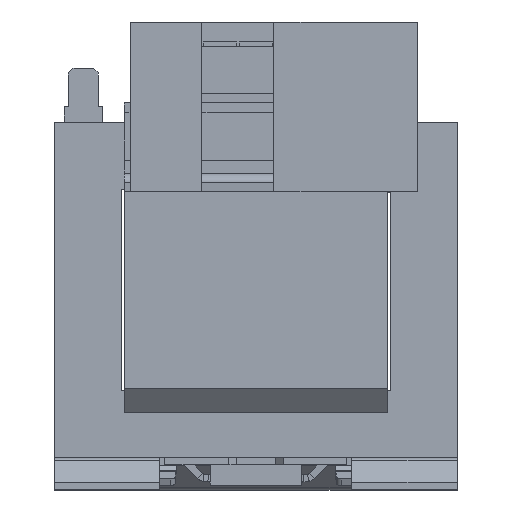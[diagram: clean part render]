
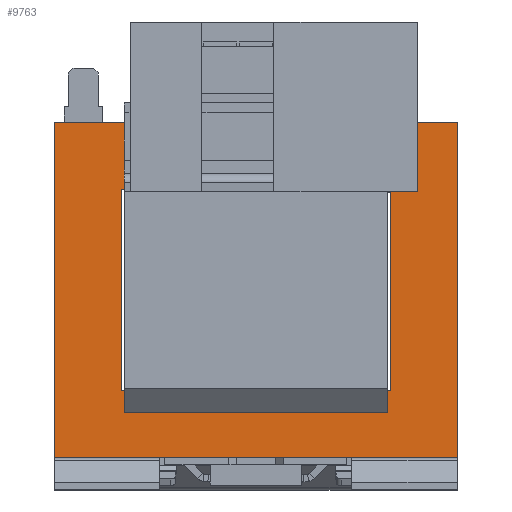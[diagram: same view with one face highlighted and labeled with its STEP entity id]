
A CAD part, top view. The second image highlights one B-rep face of the part: STEP entity #9763.
In plain terms, the highlighted planar face has unit normal (0, 0, 1).
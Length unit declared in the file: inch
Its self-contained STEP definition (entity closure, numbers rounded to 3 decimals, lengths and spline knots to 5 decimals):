
#79 = VECTOR ( 'NONE', #7545, 39.37008 ) ;
#153 = ORIENTED_EDGE ( 'NONE', *, *, #6392, .T. ) ;
#218 = DIRECTION ( 'NONE',  ( -1., 0., 0. ) ) ;
#294 = CARTESIAN_POINT ( 'NONE',  ( 0., -1.37795, 0.58071 ) ) ;
#654 = CARTESIAN_POINT ( 'NONE',  ( 0., 1.37799, 0.58071 ) ) ;
#753 = CARTESIAN_POINT ( 'NONE',  ( 1.10236, 0.82677, 0.58071 ) ) ;
#950 = VERTEX_POINT ( 'NONE', #9704 ) ;
#969 = CARTESIAN_POINT ( 'NONE',  ( -1.10236, -0.82677, 0.58071 ) ) ;
#1078 = CARTESIAN_POINT ( 'NONE',  ( 0.55118, 0.80906, 0.58071 ) ) ;
#1451 = DIRECTION ( 'NONE',  ( -1., 0., 0. ) ) ;
#1753 = VERTEX_POINT ( 'NONE', #14137 ) ;
#1775 = DIRECTION ( 'NONE',  ( -1., 0., 0. ) ) ;
#1948 = LINE ( 'NONE', #10951, #10632 ) ;
#2166 = ORIENTED_EDGE ( 'NONE', *, *, #12780, .T. ) ;
#2287 = ORIENTED_EDGE ( 'NONE', *, *, #17123, .F. ) ;
#3352 = ORIENTED_EDGE ( 'NONE', *, *, #14064, .T. ) ;
#3437 = EDGE_CURVE ( 'NONE', #5851, #16732, #1948, .T. ) ;
#3531 = VECTOR ( 'NONE', #6530, 39.37008 ) ;
#3534 = VECTOR ( 'NONE', #5161, 39.37008 ) ;
#3620 = LINE ( 'NONE', #11338, #13352 ) ;
#3638 = DIRECTION ( 'NONE',  ( 0., -1., 0. ) ) ;
#3943 = ORIENTED_EDGE ( 'NONE', *, *, #7020, .T. ) ;
#4293 = LINE ( 'NONE', #13108, #15517 ) ;
#4338 = CARTESIAN_POINT ( 'NONE',  ( -0.55118, 0., 0.58071 ) ) ;
#4550 = VERTEX_POINT ( 'NONE', #15457 ) ;
#4613 = ORIENTED_EDGE ( 'NONE', *, *, #11997, .T. ) ;
#4711 = CARTESIAN_POINT ( 'NONE',  ( -1.10236, 0., 0.58071 ) ) ;
#4754 = VERTEX_POINT ( 'NONE', #18955 ) ;
#4809 = CARTESIAN_POINT ( 'NONE',  ( 0., -0.82677, 0.58071 ) ) ;
#4862 = FACE_BOUND ( 'NONE', #6524, .T. ) ;
#5161 = DIRECTION ( 'NONE',  ( 1., 0., 0. ) ) ;
#5335 = VERTEX_POINT ( 'NONE', #6071 ) ;
#5428 = EDGE_CURVE ( 'NONE', #5851, #950, #12235, .T. ) ;
#5439 = ORIENTED_EDGE ( 'NONE', *, *, #5579, .T. ) ;
#5456 = VECTOR ( 'NONE', #13783, 39.37008 ) ;
#5505 = DIRECTION ( 'NONE',  ( 0., 1., 0. ) ) ;
#5579 = EDGE_CURVE ( 'NONE', #8357, #17040, #18478, .T. ) ;
#5658 = VERTEX_POINT ( 'NONE', #1078 ) ;
#5704 = ORIENTED_EDGE ( 'NONE', *, *, #8848, .T. ) ;
#5851 = VERTEX_POINT ( 'NONE', #15052 ) ;
#5858 = LINE ( 'NONE', #17690, #15028 ) ;
#5944 = ORIENTED_EDGE ( 'NONE', *, *, #8207, .F. ) ;
#6071 = CARTESIAN_POINT ( 'NONE',  ( 0.55118, 0.82677, 0.58071 ) ) ;
#6334 = CARTESIAN_POINT ( 'NONE',  ( -1.65354, 0.82677, 0.58071 ) ) ;
#6369 = LINE ( 'NONE', #12441, #8162 ) ;
#6392 = EDGE_CURVE ( 'NONE', #4754, #4550, #16238, .T. ) ;
#6524 = EDGE_LOOP ( 'NONE', ( #4613, #16100, #19113, #2287, #5704, #3352, #11629, #2166, #11504, #14389, #5944, #5439 ) ) ;
#6530 = DIRECTION ( 'NONE',  ( 0., 1., 0. ) ) ;
#6548 = CARTESIAN_POINT ( 'NONE',  ( -0.55118, 0.80906, 0.58071 ) ) ;
#6705 = VERTEX_POINT ( 'NONE', #14018 ) ;
#6727 = AXIS2_PLACEMENT_3D ( 'NONE', #13673, #15235, #10833 ) ;
#7020 = EDGE_CURVE ( 'NONE', #13790, #7645, #10449, .T. ) ;
#7102 = EDGE_LOOP ( 'NONE', ( #15859, #3943, #10342, #153 ) ) ;
#7110 = EDGE_CURVE ( 'NONE', #5658, #5335, #10742, .T. ) ;
#7545 = DIRECTION ( 'NONE',  ( 0., -1., 0. ) ) ;
#7645 = VERTEX_POINT ( 'NONE', #9933 ) ;
#7739 = LINE ( 'NONE', #4711, #16034 ) ;
#8128 = LINE ( 'NONE', #4809, #16072 ) ;
#8162 = VECTOR ( 'NONE', #218, 39.37008 ) ;
#8207 = EDGE_CURVE ( 'NONE', #8357, #5335, #9567, .T. ) ;
#8357 = VERTEX_POINT ( 'NONE', #753 ) ;
#8579 = VERTEX_POINT ( 'NONE', #11283 ) ;
#8848 = EDGE_CURVE ( 'NONE', #6705, #16244, #8128, .T. ) ;
#8878 = DIRECTION ( 'NONE',  ( 0., -1., 0. ) ) ;
#9199 = LINE ( 'NONE', #294, #15088 ) ;
#9567 = LINE ( 'NONE', #6334, #5456 ) ;
#9704 = CARTESIAN_POINT ( 'NONE',  ( -0.55118, -0.80906, 0.58071 ) ) ;
#9763 = ADVANCED_FACE ( 'NONE', ( #15135, #4862 ), #18341, .T. ) ;
#9794 = VECTOR ( 'NONE', #8878, 39.37008 ) ;
#9933 = CARTESIAN_POINT ( 'NONE',  ( -1.65354, -1.37795, 0.58071 ) ) ;
#10342 = ORIENTED_EDGE ( 'NONE', *, *, #13253, .F. ) ;
#10449 = LINE ( 'NONE', #19049, #9794 ) ;
#10632 = VECTOR ( 'NONE', #17085, 39.37008 ) ;
#10742 = LINE ( 'NONE', #15240, #3531 ) ;
#10833 = DIRECTION ( 'NONE',  ( 1., 0., 0. ) ) ;
#10951 = CARTESIAN_POINT ( 'NONE',  ( 0.55118, 0., 0.58071 ) ) ;
#11283 = CARTESIAN_POINT ( 'NONE',  ( -0.55118, 0.82677, 0.58071 ) ) ;
#11338 = CARTESIAN_POINT ( 'NONE',  ( -0.55118, 0., 0.58071 ) ) ;
#11504 = ORIENTED_EDGE ( 'NONE', *, *, #17175, .T. ) ;
#11629 = ORIENTED_EDGE ( 'NONE', *, *, #11678, .F. ) ;
#11678 = EDGE_CURVE ( 'NONE', #8579, #1753, #6369, .T. ) ;
#11948 = DIRECTION ( 'NONE',  ( 0., 1., 0. ) ) ;
#11997 = EDGE_CURVE ( 'NONE', #17040, #16732, #5858, .T. ) ;
#12217 = DIRECTION ( 'NONE',  ( -1., 0., 0. ) ) ;
#12235 = LINE ( 'NONE', #16523, #15043 ) ;
#12441 = CARTESIAN_POINT ( 'NONE',  ( -1.65354, 0.82677, 0.58071 ) ) ;
#12616 = DIRECTION ( 'NONE',  ( 0., 1., 0. ) ) ;
#12780 = EDGE_CURVE ( 'NONE', #8579, #17055, #17721, .T. ) ;
#13010 = DIRECTION ( 'NONE',  ( 1., 0., 0. ) ) ;
#13108 = CARTESIAN_POINT ( 'NONE',  ( 0., 0.80906, 0.58071 ) ) ;
#13253 = EDGE_CURVE ( 'NONE', #4754, #7645, #9199, .T. ) ;
#13352 = VECTOR ( 'NONE', #12616, 39.37008 ) ;
#13432 = DIRECTION ( 'NONE',  ( -1., 0., 0. ) ) ;
#13673 = CARTESIAN_POINT ( 'NONE',  ( 0., 0., 0.58071 ) ) ;
#13783 = DIRECTION ( 'NONE',  ( -1., 0., 0. ) ) ;
#13790 = VERTEX_POINT ( 'NONE', #16840 ) ;
#14018 = CARTESIAN_POINT ( 'NONE',  ( -0.55118, -0.82677, 0.58071 ) ) ;
#14064 = EDGE_CURVE ( 'NONE', #16244, #1753, #7739, .T. ) ;
#14137 = CARTESIAN_POINT ( 'NONE',  ( -1.10236, 0.82677, 0.58071 ) ) ;
#14389 = ORIENTED_EDGE ( 'NONE', *, *, #7110, .T. ) ;
#14929 = EDGE_CURVE ( 'NONE', #13790, #4550, #18835, .T. ) ;
#15028 = VECTOR ( 'NONE', #1451, 39.37008 ) ;
#15043 = VECTOR ( 'NONE', #13432, 39.37008 ) ;
#15052 = CARTESIAN_POINT ( 'NONE',  ( 0.55118, -0.80906, 0.58071 ) ) ;
#15088 = VECTOR ( 'NONE', #12217, 39.37008 ) ;
#15135 = FACE_OUTER_BOUND ( 'NONE', #7102, .T. ) ;
#15235 = DIRECTION ( 'NONE',  ( 0., 0., 1. ) ) ;
#15240 = CARTESIAN_POINT ( 'NONE',  ( 0.55118, 0., 0.58071 ) ) ;
#15457 = CARTESIAN_POINT ( 'NONE',  ( 1.65354, 1.37799, 0.58071 ) ) ;
#15517 = VECTOR ( 'NONE', #13010, 39.37008 ) ;
#15649 = CARTESIAN_POINT ( 'NONE',  ( 1.10236, 0., 0.58071 ) ) ;
#15859 = ORIENTED_EDGE ( 'NONE', *, *, #14929, .F. ) ;
#16034 = VECTOR ( 'NONE', #11948, 39.37008 ) ;
#16072 = VECTOR ( 'NONE', #1775, 39.37008 ) ;
#16100 = ORIENTED_EDGE ( 'NONE', *, *, #3437, .F. ) ;
#16238 = LINE ( 'NONE', #17717, #18493 ) ;
#16244 = VERTEX_POINT ( 'NONE', #969 ) ;
#16523 = CARTESIAN_POINT ( 'NONE',  ( 0., -0.80906, 0.58071 ) ) ;
#16732 = VERTEX_POINT ( 'NONE', #17920 ) ;
#16840 = CARTESIAN_POINT ( 'NONE',  ( -1.65354, 1.37799, 0.58071 ) ) ;
#17040 = VERTEX_POINT ( 'NONE', #17383 ) ;
#17055 = VERTEX_POINT ( 'NONE', #6548 ) ;
#17085 = DIRECTION ( 'NONE',  ( 0., -1., 0. ) ) ;
#17123 = EDGE_CURVE ( 'NONE', #6705, #950, #3620, .T. ) ;
#17175 = EDGE_CURVE ( 'NONE', #17055, #5658, #4293, .T. ) ;
#17383 = CARTESIAN_POINT ( 'NONE',  ( 1.10236, -0.82677, 0.58071 ) ) ;
#17532 = VECTOR ( 'NONE', #3638, 39.37008 ) ;
#17690 = CARTESIAN_POINT ( 'NONE',  ( 0., -0.82677, 0.58071 ) ) ;
#17717 = CARTESIAN_POINT ( 'NONE',  ( 1.65354, 0., 0.58071 ) ) ;
#17721 = LINE ( 'NONE', #4338, #79 ) ;
#17920 = CARTESIAN_POINT ( 'NONE',  ( 0.55118, -0.82677, 0.58071 ) ) ;
#18341 = PLANE ( 'NONE',  #6727 ) ;
#18478 = LINE ( 'NONE', #15649, #17532 ) ;
#18493 = VECTOR ( 'NONE', #5505, 39.37008 ) ;
#18835 = LINE ( 'NONE', #654, #3534 ) ;
#18955 = CARTESIAN_POINT ( 'NONE',  ( 1.65354, -1.37795, 0.58071 ) ) ;
#19049 = CARTESIAN_POINT ( 'NONE',  ( -1.65354, 0., 0.58071 ) ) ;
#19113 = ORIENTED_EDGE ( 'NONE', *, *, #5428, .T. ) ;
